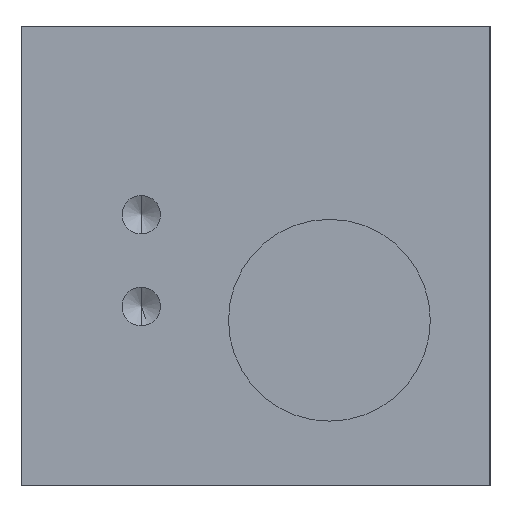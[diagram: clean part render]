
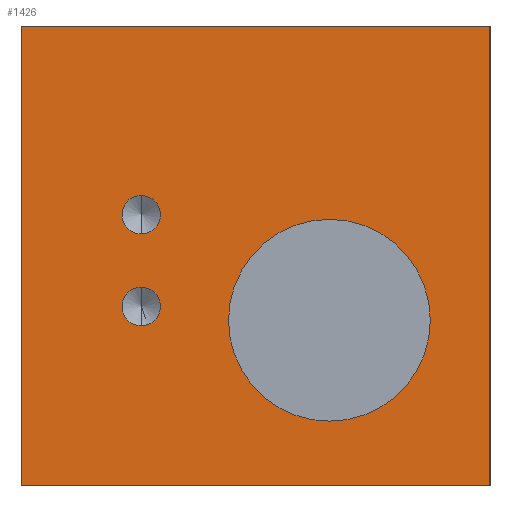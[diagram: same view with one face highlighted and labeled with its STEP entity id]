
A CAD part, left-side view. The second image highlights one B-rep face of the part: STEP entity #1426.
In plain terms, the highlighted planar face has unit normal (-1, 0, 0).
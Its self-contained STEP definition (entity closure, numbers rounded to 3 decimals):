
#47 = AXIS2_PLACEMENT_3D ( 'NONE', #2853, #2196, #4144 ) ;
#73 = CARTESIAN_POINT ( 'NONE',  ( -60., -51., -50. ) ) ;
#92 = ORIENTED_EDGE ( 'NONE', *, *, #1077, .T. ) ;
#98 = EDGE_CURVE ( 'NONE', #3996, #100, #2164, .T. ) ;
#100 = VERTEX_POINT ( 'NONE', #1515 ) ;
#111 = EDGE_CURVE ( 'NONE', #100, #3996, #1637, .T. ) ;
#131 = VECTOR ( 'NONE', #2125, 1000. ) ;
#133 = AXIS2_PLACEMENT_3D ( 'NONE', #3429, #3739, #2410 ) ;
#174 = AXIS2_PLACEMENT_3D ( 'NONE', #3364, #669, #3346 ) ;
#257 = ORIENTED_EDGE ( 'NONE', *, *, #111, .F. ) ;
#268 = DIRECTION ( 'NONE',  ( -1., 0., 0. ) ) ;
#269 = AXIS2_PLACEMENT_3D ( 'NONE', #1286, #748, #2381 ) ;
#302 = FACE_BOUND ( 'NONE', #2389, .T. ) ;
#305 = VERTEX_POINT ( 'NONE', #3317 ) ;
#309 = CARTESIAN_POINT ( 'NONE',  ( -60., 0., -50. ) ) ;
#342 = CARTESIAN_POINT ( 'NONE',  ( -60., 0., 0. ) ) ;
#345 = AXIS2_PLACEMENT_3D ( 'NONE', #3490, #1879, #4169 ) ;
#492 = DIRECTION ( 'NONE',  ( 0., 0., 1. ) ) ;
#615 = CARTESIAN_POINT ( 'NONE',  ( -60., -51., 0. ) ) ;
#655 = ORIENTED_EDGE ( 'NONE', *, *, #1893, .T. ) ;
#669 = DIRECTION ( 'NONE',  ( -1., 0., 0. ) ) ;
#748 = DIRECTION ( 'NONE',  ( -1., 0., 0. ) ) ;
#774 = EDGE_CURVE ( 'NONE', #305, #4167, #3747, .T. ) ;
#824 = ORIENTED_EDGE ( 'NONE', *, *, #1087, .F. ) ;
#829 = CARTESIAN_POINT ( 'NONE',  ( -60., -51., -50. ) ) ;
#1077 = EDGE_CURVE ( 'NONE', #3315, #2519, #1987, .T. ) ;
#1087 = EDGE_CURVE ( 'NONE', #1408, #1598, #3665, .T. ) ;
#1129 = DIRECTION ( 'NONE',  ( 0., 0., 1. ) ) ;
#1197 = EDGE_CURVE ( 'NONE', #1598, #1408, #2634, .T. ) ;
#1286 = CARTESIAN_POINT ( 'NONE',  ( -60., -33.5, -32. ) ) ;
#1309 = DIRECTION ( 'NONE',  ( 0., -1., 0. ) ) ;
#1408 = VERTEX_POINT ( 'NONE', #3841 ) ;
#1426 = ADVANCED_FACE ( 'NONE', ( #1712, #3092, #302, #3408 ), #2301, .T. ) ;
#1427 = CIRCLE ( 'NONE', #269, 11. ) ;
#1515 = CARTESIAN_POINT ( 'NONE',  ( -60., -13., -18.4 ) ) ;
#1520 = CARTESIAN_POINT ( 'NONE',  ( -60., -13., -30.5 ) ) ;
#1598 = VERTEX_POINT ( 'NONE', #1841 ) ;
#1604 = EDGE_LOOP ( 'NONE', ( #4153, #2298, #655, #92 ) ) ;
#1637 = CIRCLE ( 'NONE', #47, 2.1 ) ;
#1665 = AXIS2_PLACEMENT_3D ( 'NONE', #1520, #3479, #492 ) ;
#1669 = EDGE_CURVE ( 'NONE', #1716, #4240, #1427, .T. ) ;
#1712 = FACE_BOUND ( 'NONE', #2206, .T. ) ;
#1716 = VERTEX_POINT ( 'NONE', #1924 ) ;
#1739 = VECTOR ( 'NONE', #1309, 1000. ) ;
#1779 = VECTOR ( 'NONE', #1129, 1000. ) ;
#1841 = CARTESIAN_POINT ( 'NONE',  ( -60., -13., -28.4 ) ) ;
#1879 = DIRECTION ( 'NONE',  ( -1., 0., 0. ) ) ;
#1893 = EDGE_CURVE ( 'NONE', #305, #3315, #2218, .T. ) ;
#1924 = CARTESIAN_POINT ( 'NONE',  ( -60., -44.5, -32. ) ) ;
#1963 = DIRECTION ( 'NONE',  ( 0., 0., 1. ) ) ;
#1987 = LINE ( 'NONE', #829, #1779 ) ;
#2125 = DIRECTION ( 'NONE',  ( 0., -1., 0. ) ) ;
#2126 = EDGE_CURVE ( 'NONE', #4240, #1716, #2226, .T. ) ;
#2164 = CIRCLE ( 'NONE', #345, 2.1 ) ;
#2196 = DIRECTION ( 'NONE',  ( -1., 0., 0. ) ) ;
#2206 = EDGE_LOOP ( 'NONE', ( #3719, #824 ) ) ;
#2218 = LINE ( 'NONE', #4088, #131 ) ;
#2226 = CIRCLE ( 'NONE', #3347, 11. ) ;
#2298 = ORIENTED_EDGE ( 'NONE', *, *, #774, .F. ) ;
#2301 = PLANE ( 'NONE',  #133 ) ;
#2381 = DIRECTION ( 'NONE',  ( 0., -1., 0. ) ) ;
#2389 = EDGE_LOOP ( 'NONE', ( #2878, #3656 ) ) ;
#2410 = DIRECTION ( 'NONE',  ( 0., -1., 0. ) ) ;
#2519 = VERTEX_POINT ( 'NONE', #615 ) ;
#2634 = CIRCLE ( 'NONE', #174, 2.1 ) ;
#2637 = CARTESIAN_POINT ( 'NONE',  ( -60., 0., 0. ) ) ;
#2808 = CARTESIAN_POINT ( 'NONE',  ( -60., -13., -22.6 ) ) ;
#2853 = CARTESIAN_POINT ( 'NONE',  ( -60., -13., -20.5 ) ) ;
#2878 = ORIENTED_EDGE ( 'NONE', *, *, #1669, .F. ) ;
#2912 = LINE ( 'NONE', #342, #1739 ) ;
#3063 = EDGE_LOOP ( 'NONE', ( #257, #4165 ) ) ;
#3092 = FACE_BOUND ( 'NONE', #3063, .T. ) ;
#3173 = EDGE_CURVE ( 'NONE', #4167, #2519, #2912, .T. ) ;
#3250 = DIRECTION ( 'NONE',  ( 0., -1., 0. ) ) ;
#3315 = VERTEX_POINT ( 'NONE', #73 ) ;
#3317 = CARTESIAN_POINT ( 'NONE',  ( -60., 0., -50. ) ) ;
#3346 = DIRECTION ( 'NONE',  ( 0., 0., 1. ) ) ;
#3347 = AXIS2_PLACEMENT_3D ( 'NONE', #3555, #268, #3250 ) ;
#3364 = CARTESIAN_POINT ( 'NONE',  ( -60., -13., -30.5 ) ) ;
#3408 = FACE_OUTER_BOUND ( 'NONE', #1604, .T. ) ;
#3429 = CARTESIAN_POINT ( 'NONE',  ( -60., 0., -50. ) ) ;
#3479 = DIRECTION ( 'NONE',  ( -1., 0., 0. ) ) ;
#3490 = CARTESIAN_POINT ( 'NONE',  ( -60., -13., -20.5 ) ) ;
#3555 = CARTESIAN_POINT ( 'NONE',  ( -60., -33.5, -32. ) ) ;
#3656 = ORIENTED_EDGE ( 'NONE', *, *, #2126, .F. ) ;
#3665 = CIRCLE ( 'NONE', #1665, 2.1 ) ;
#3719 = ORIENTED_EDGE ( 'NONE', *, *, #1197, .F. ) ;
#3739 = DIRECTION ( 'NONE',  ( -1., 0., 0. ) ) ;
#3747 = LINE ( 'NONE', #309, #4119 ) ;
#3841 = CARTESIAN_POINT ( 'NONE',  ( -60., -13., -32.6 ) ) ;
#3908 = CARTESIAN_POINT ( 'NONE',  ( -60., -22.5, -32. ) ) ;
#3996 = VERTEX_POINT ( 'NONE', #2808 ) ;
#4088 = CARTESIAN_POINT ( 'NONE',  ( -60., 0., -50. ) ) ;
#4119 = VECTOR ( 'NONE', #1963, 1000. ) ;
#4144 = DIRECTION ( 'NONE',  ( 0., 0., 1. ) ) ;
#4153 = ORIENTED_EDGE ( 'NONE', *, *, #3173, .F. ) ;
#4165 = ORIENTED_EDGE ( 'NONE', *, *, #98, .F. ) ;
#4167 = VERTEX_POINT ( 'NONE', #2637 ) ;
#4169 = DIRECTION ( 'NONE',  ( 0., 0., 1. ) ) ;
#4240 = VERTEX_POINT ( 'NONE', #3908 ) ;
